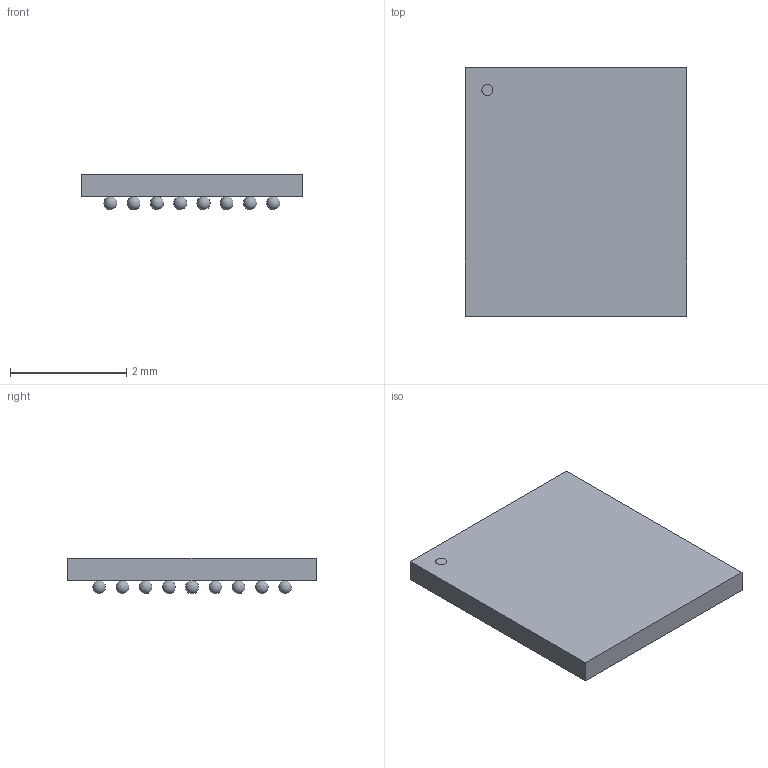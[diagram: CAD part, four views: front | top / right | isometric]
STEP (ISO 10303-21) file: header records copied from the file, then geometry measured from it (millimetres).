
FILE_DESCRIPTION(('STEP AP214'),'1');
FILE_NAME('WLCSP66','2022-02-08T17:47:48',(''),(''),'','','');
FILE_SCHEMA(('AUTOMOTIVE_DESIGN'));
Length unit declared in the file: millimetre
Products named in the file (1): product
Bounding box: 3.81 x 4.27 x 0.61 mm (x, y, z)
Volume: 6.6 mm3; surface area: 49.6 mm2
Topology: 68 solids, 68 shells, 75 faces, 213 edges, 142 vertices
Faces by surface type: sphere 66, plane 8, cylinder 1
Full cylindrical faces by diameter (mm): 0.191 x1
Entity records: 850 total; most frequent: DIRECTION 170, CARTESIAN_POINT 89, AXIS2_PLACEMENT_3D 79, STYLED_ITEM 75, ADVANCED_FACE 75, MANIFOLD_SOLID_BREP 68, CLOSED_SHELL 68, SPHERICAL_SURFACE 66
